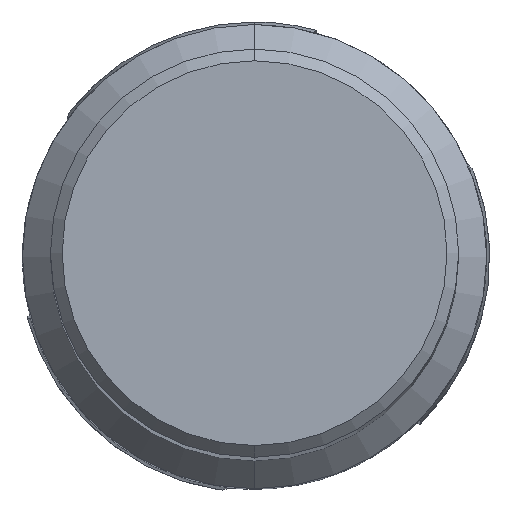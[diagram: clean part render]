
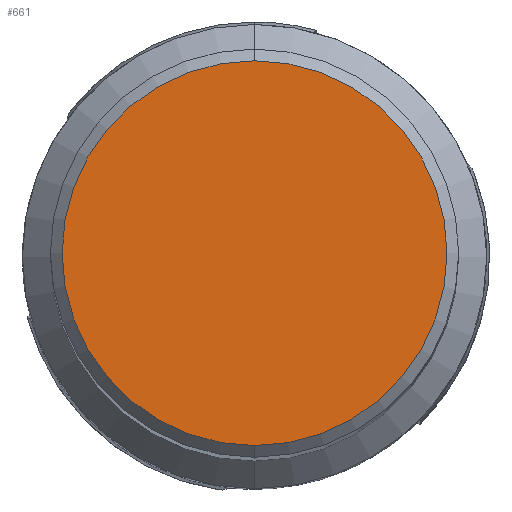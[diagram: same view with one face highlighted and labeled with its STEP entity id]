
A CAD part, top view. The second image highlights one B-rep face of the part: STEP entity #661.
In plain terms, the highlighted planar face has unit normal (0, 0, 1).
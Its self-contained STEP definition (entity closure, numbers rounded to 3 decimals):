
#347=VERTEX_POINT('',#976);
#657=VERTEX_POINT('',#1312);
#661=ADVANCED_FACE('',(#1316),#1317,.T.);
#767=EDGE_CURVE('',#657,#347,#1434,.T.);
#823=EDGE_CURVE('',#347,#657,#1494,.T.);
#976=CARTESIAN_POINT('',(0.,-19.8,0.0));
#1312=CARTESIAN_POINT('',(0.0,19.8,0.0));
#1316=FACE_OUTER_BOUND('',#2735,.T.);
#1317=PLANE('',#2736);
#1434=CIRCLE('',#2967,19.8);
#1494=CIRCLE('',#3124,19.8);
#2735=EDGE_LOOP('',(#3874,#3875));
#2736=AXIS2_PLACEMENT_3D('',#3876,#3877,#3878);
#2967=AXIS2_PLACEMENT_3D('',#4033,#4034,#4035);
#3124=AXIS2_PLACEMENT_3D('',#4095,#4096,#4097);
#3874=ORIENTED_EDGE('',*,*,#767,.F.);
#3875=ORIENTED_EDGE('',*,*,#823,.F.);
#3876=CARTESIAN_POINT('',(0.0,9.9,0.0));
#3877=DIRECTION('',(-0.0,0.0,1.0));
#3878=DIRECTION('',(0.0,-1.0,0.0));
#4033=CARTESIAN_POINT('',(0.0,0.0,0.0));
#4034=DIRECTION('',(0.0,0.0,-1.0));
#4035=DIRECTION('',(0.0,1.0,0.0));
#4095=CARTESIAN_POINT('',(0.0,0.0,0.0));
#4096=DIRECTION('',(0.0,0.0,-1.0));
#4097=DIRECTION('',(0.0,1.0,0.0));
